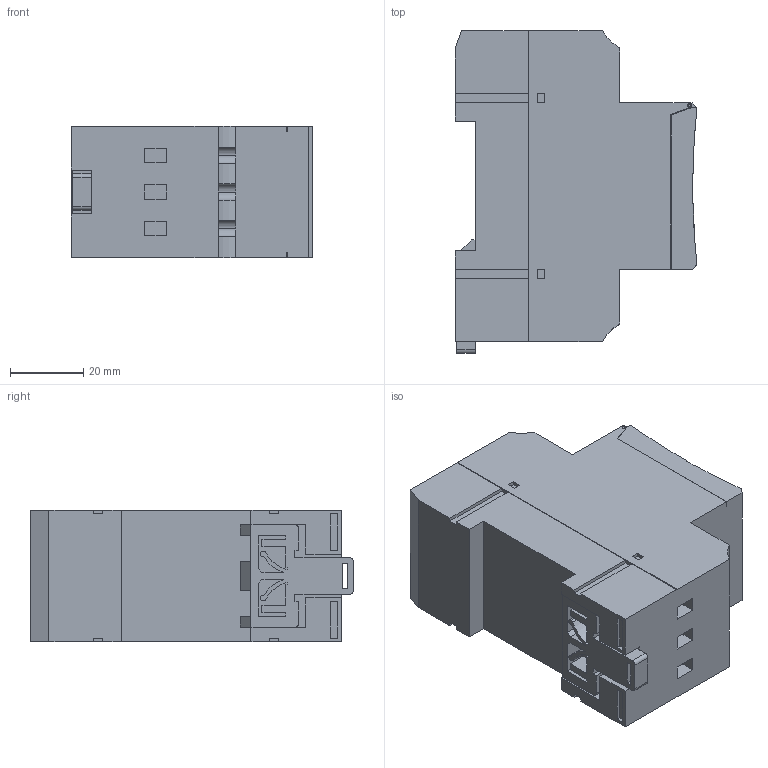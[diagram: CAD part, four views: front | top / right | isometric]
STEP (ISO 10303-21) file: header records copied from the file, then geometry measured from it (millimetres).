
FILE_DESCRIPTION (( 'STEP AP214' ), '1' );
FILE_NAME ('Òàéìåð ýëåêòðîííûé ÒÝ-15 EKF PROxima.STEP', '2018-03-06T11:44:19', ( '' ), ( '' ), 'SwSTEP 2.0', 'SolidWorks 2017', '' );
FILE_SCHEMA (( 'AUTOMOTIVE_DESIGN' ));
Length unit declared in the file: millimetre
Products named in the file (4): 砯-15; Òàéìåð ýëåêòðîííûé ÒÝ-15 EKF PROxima; çàìîê3_1; øëÿïêà âèíòà(01)_1
Assembly tree (7 placements, depth 2):
  Òàéìåð ýëåêòðîííûé ÒÝ-15 EKF PROxima
    砯-15
    çàìîê3_1
    øëÿïêà âèíòà(01)_1  x5
Bounding box: 66.15 x 88.25 x 36 mm (x, y, z)
Volume: 160356.4 mm3; surface area: 24207.6 mm2
Topology: 7 solids, 7 shells, 450 faces, 1201 edges, 790 vertices
Faces by surface type: plane 331, cylinder 74, bspline 45
Entity records: 13752 total; most frequent: CARTESIAN_POINT 4066, ORIENTED_EDGE 2066, DIRECTION 1745, EDGE_CURVE 1033, VECTOR 723, LINE 723, VERTEX_POINT 678, AXIS2_PLACEMENT_3D 511
